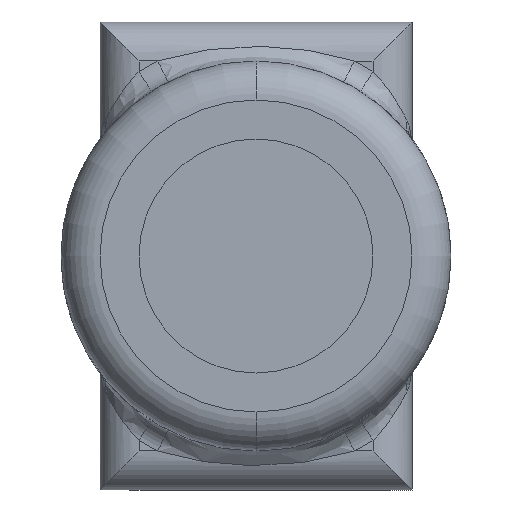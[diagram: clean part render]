
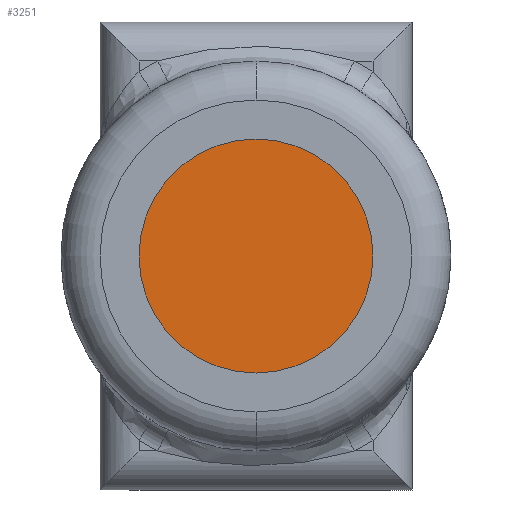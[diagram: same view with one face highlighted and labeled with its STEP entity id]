
A CAD part, front view. The second image highlights one B-rep face of the part: STEP entity #3251.
In plain terms, the highlighted planar face has unit normal (0, -1, 0).
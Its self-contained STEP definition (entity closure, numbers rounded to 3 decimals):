
#474 = CARTESIAN_POINT ( 'NONE',  ( 0., 20., 0. ) ) ;
#676 = ORIENTED_EDGE ( 'NONE', *, *, #2839, .T. ) ;
#722 = AXIS2_PLACEMENT_3D ( 'NONE', #2638, #3007, #863 ) ;
#863 = DIRECTION ( 'NONE',  ( 0., 0., -1. ) ) ;
#1157 = AXIS2_PLACEMENT_3D ( 'NONE', #474, #1285, #1271 ) ;
#1271 = DIRECTION ( 'NONE',  ( 0., 0., -1. ) ) ;
#1285 = DIRECTION ( 'NONE',  ( 0., -1., 0. ) ) ;
#1318 = CIRCLE ( 'NONE', #1157, 15. ) ;
#1408 = EDGE_CURVE ( 'NONE', #1830, #1692, #3203, .T. ) ;
#1474 = EDGE_LOOP ( 'NONE', ( #2308, #676 ) ) ;
#1579 = PLANE ( 'NONE',  #722 ) ;
#1638 = DIRECTION ( 'NONE',  ( 0., 0., -1. ) ) ;
#1692 = VERTEX_POINT ( 'NONE', #3119 ) ;
#1722 = CARTESIAN_POINT ( 'NONE',  ( 0., 20., 0. ) ) ;
#1830 = VERTEX_POINT ( 'NONE', #2804 ) ;
#2098 = FACE_OUTER_BOUND ( 'NONE', #1474, .T. ) ;
#2308 = ORIENTED_EDGE ( 'NONE', *, *, #1408, .T. ) ;
#2638 = CARTESIAN_POINT ( 'NONE',  ( 0., 20., 0. ) ) ;
#2804 = CARTESIAN_POINT ( 'NONE',  ( 0., 20., -15. ) ) ;
#2839 = EDGE_CURVE ( 'NONE', #1692, #1830, #1318, .T. ) ;
#2962 = DIRECTION ( 'NONE',  ( 0., -1., 0. ) ) ;
#3007 = DIRECTION ( 'NONE',  ( 0., -1., 0. ) ) ;
#3119 = CARTESIAN_POINT ( 'NONE',  ( 0., 20., 15. ) ) ;
#3203 = CIRCLE ( 'NONE', #3317, 15. ) ;
#3251 = ADVANCED_FACE ( 'NONE', ( #2098 ), #1579, .T. ) ;
#3317 = AXIS2_PLACEMENT_3D ( 'NONE', #1722, #2962, #1638 ) ;
